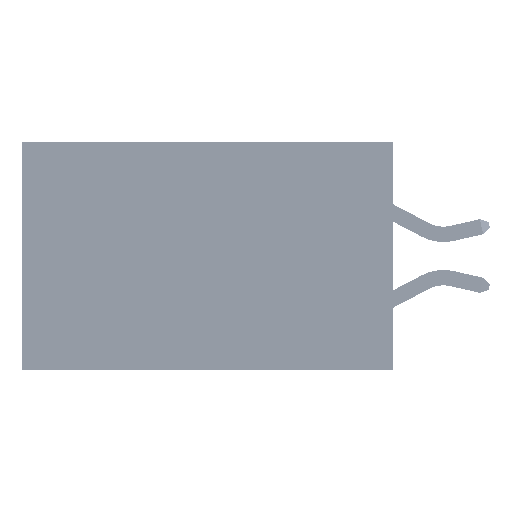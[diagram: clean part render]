
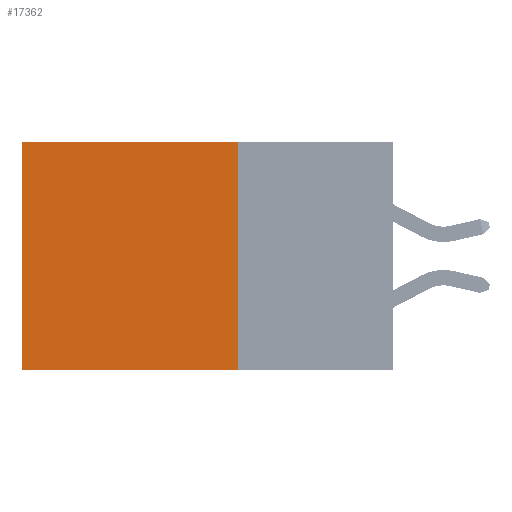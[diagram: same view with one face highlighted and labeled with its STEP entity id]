
A CAD part, left-side view. The second image highlights one B-rep face of the part: STEP entity #17362.
In plain terms, the highlighted planar face has unit normal (-1, 0, 0).
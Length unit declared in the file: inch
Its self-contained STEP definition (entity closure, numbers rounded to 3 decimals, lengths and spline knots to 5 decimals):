
#1788 = ORIENTED_EDGE ( 'NONE', *, *, #21014, .F. ) ;
#2515 = CARTESIAN_POINT ( 'NONE',  ( 0.2875, 0.6, -0.37 ) ) ;
#2664 = DIRECTION ( 'NONE',  ( 0., 0., -1. ) ) ;
#3845 = ORIENTED_EDGE ( 'NONE', *, *, #46080, .T. ) ;
#5029 = VERTEX_POINT ( 'NONE', #2515 ) ;
#6645 = CARTESIAN_POINT ( 'NONE',  ( 0.2875, 0.25, 0. ) ) ;
#6743 = VERTEX_POINT ( 'NONE', #6645 ) ;
#8629 = CARTESIAN_POINT ( 'NONE',  ( 0.2875, 0.25, -0.37 ) ) ;
#9573 = LINE ( 'NONE', #8629, #32483 ) ;
#11169 = VECTOR ( 'NONE', #23251, 39.37008 ) ;
#11580 = VERTEX_POINT ( 'NONE', #37779 ) ;
#12017 = EDGE_CURVE ( 'NONE', #6743, #21070, #32805, .T. ) ;
#12118 = EDGE_CURVE ( 'NONE', #6743, #11580, #50011, .T. ) ;
#16034 = DIRECTION ( 'NONE',  ( 0., 1., 0. ) ) ;
#17362 = ADVANCED_FACE ( 'NONE', ( #35982 ), #34639, .F. ) ;
#21014 = EDGE_CURVE ( 'NONE', #21070, #5029, #9573, .T. ) ;
#21070 = VERTEX_POINT ( 'NONE', #28872 ) ;
#23251 = DIRECTION ( 'NONE',  ( 0., 0., -1. ) ) ;
#26343 = VECTOR ( 'NONE', #16034, 39.37008 ) ;
#27768 = DIRECTION ( 'NONE',  ( 0., 0., -1. ) ) ;
#28695 = DIRECTION ( 'NONE',  ( 0., 1., 0. ) ) ;
#28872 = CARTESIAN_POINT ( 'NONE',  ( 0.2875, 0.25, -0.37 ) ) ;
#30277 = ORIENTED_EDGE ( 'NONE', *, *, #12118, .T. ) ;
#30583 = CARTESIAN_POINT ( 'NONE',  ( 0.2875, 0.6, 0. ) ) ;
#30723 = DIRECTION ( 'NONE',  ( 1., 0., 0. ) ) ;
#32483 = VECTOR ( 'NONE', #28695, 39.37008 ) ;
#32805 = LINE ( 'NONE', #48141, #38522 ) ;
#34639 = PLANE ( 'NONE',  #49330 ) ;
#34994 = CARTESIAN_POINT ( 'NONE',  ( 0.2875, 0.25, 0. ) ) ;
#35982 = FACE_OUTER_BOUND ( 'NONE', #47681, .T. ) ;
#37779 = CARTESIAN_POINT ( 'NONE',  ( 0.2875, 0.6, 0. ) ) ;
#38522 = VECTOR ( 'NONE', #27768, 39.37008 ) ;
#46080 = EDGE_CURVE ( 'NONE', #11580, #5029, #52589, .T. ) ;
#47681 = EDGE_LOOP ( 'NONE', ( #3845, #1788, #50763, #30277 ) ) ;
#48141 = CARTESIAN_POINT ( 'NONE',  ( 0.2875, 0.25, 0. ) ) ;
#48653 = CARTESIAN_POINT ( 'NONE',  ( 0.2875, 0.25, 0. ) ) ;
#49330 = AXIS2_PLACEMENT_3D ( 'NONE', #34994, #30723, #2664 ) ;
#50011 = LINE ( 'NONE', #48653, #26343 ) ;
#50763 = ORIENTED_EDGE ( 'NONE', *, *, #12017, .F. ) ;
#52589 = LINE ( 'NONE', #30583, #11169 ) ;
